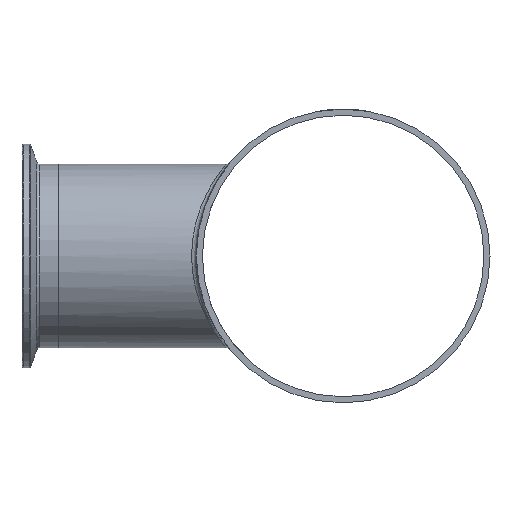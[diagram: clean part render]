
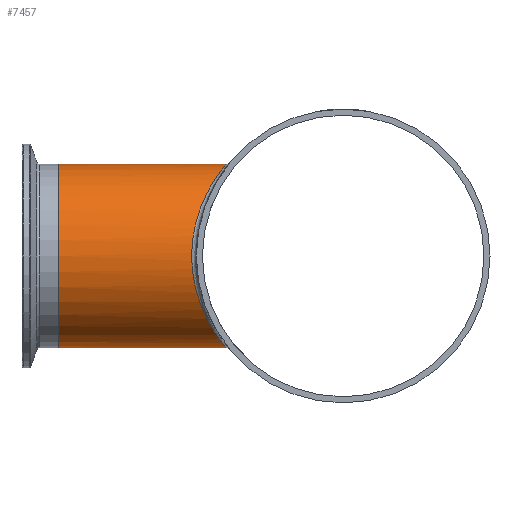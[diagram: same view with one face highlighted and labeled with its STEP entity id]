
A CAD part, left-side view. The second image highlights one B-rep face of the part: STEP entity #7457.
In plain terms, the highlighted cylindrical face has radius 31.75 mm (diameter 63.5 mm), a full revolution.
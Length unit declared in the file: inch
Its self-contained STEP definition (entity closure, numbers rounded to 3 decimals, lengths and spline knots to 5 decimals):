
#169=FACE_BOUND('',#1410,.T.);
#941=FACE_OUTER_BOUND('',#1409,.T.);
#1409=EDGE_LOOP('',(#6925));
#1410=EDGE_LOOP('',(#6926));
#2609=CIRCLE('',#7934,1.25);
#2947=B_SPLINE_CURVE_WITH_KNOTS('',3,(#15923,#15924,#15925,#15926,#15927,
#15928,#15929,#15930,#15931,#15932,#15933,#15934,#15935,#15936,#15937,#15938,
#15939,#15940,#15941,#15942,#15943,#15944,#15945,#15946,#15947),
 .UNSPECIFIED.,.T.,.F.,(4,1,1,1,1,1,1,1,1,1,1,1,1,1,1,1,1,1,1,1,1,1,4),
(0.,0.70741,1.41481,2.82963,3.77283,
4.71604,5.65925,6.60246,7.54567,8.48888,
9.43209,10.3753,11.3185,12.26171,13.20492,
14.14813,14.61974,15.09134,16.03455,16.97776,
18.39257,19.09998,19.80738),.UNSPECIFIED.);
#3676=VERTEX_POINT('',#15794);
#3677=VERTEX_POINT('',#15921);
#4762=EDGE_CURVE('',#3676,#3676,#2609,.T.);
#4764=EDGE_CURVE('',#3677,#3677,#2947,.T.);
#6925=ORIENTED_EDGE('',*,*,#4762,.T.);
#6926=ORIENTED_EDGE('',*,*,#4764,.F.);
#6982=CYLINDRICAL_SURFACE('',#7936,1.25);
#7457=ADVANCED_FACE('',(#941,#169),#6982,.T.);
#7934=AXIS2_PLACEMENT_3D('',#15795,#9403,#9404);
#7936=AXIS2_PLACEMENT_3D('',#15948,#9407,#9408);
#9403=DIRECTION('center_axis',(0.,-1.,0.));
#9404=DIRECTION('ref_axis',(1.,0.,0.));
#9407=DIRECTION('center_axis',(0.,-1.,0.));
#9408=DIRECTION('ref_axis',(1.,0.,0.));
#15794=CARTESIAN_POINT('',(-1.25,3.875,0.));
#15795=CARTESIAN_POINT('Origin',(0.,3.875,0.));
#15921=CARTESIAN_POINT('',(0.,1.59099,1.25));
#15923=CARTESIAN_POINT('Ctrl Pts',(0.,1.59097,
1.25001));
#15924=CARTESIAN_POINT('Ctrl Pts',(-0.09641,1.59097,
1.25001));
#15925=CARTESIAN_POINT('Ctrl Pts',(-0.28924,1.61094,
1.22739));
#15926=CARTESIAN_POINT('Ctrl Pts',(-0.64291,1.7144,
1.09947));
#15927=CARTESIAN_POINT('Ctrl Pts',(-0.95409,1.87511,
0.85028));
#15928=CARTESIAN_POINT('Ctrl Pts',(-1.17655,2.01315,0.4758));
#15929=CARTESIAN_POINT('Ctrl Pts',(-1.26642,2.07366,0.0986));
#15930=CARTESIAN_POINT('Ctrl Pts',(-1.23571,2.05266,-0.29224));
#15931=CARTESIAN_POINT('Ctrl Pts',(-1.09216,1.95913,-0.64482));
#15932=CARTESIAN_POINT('Ctrl Pts',(-0.86049,1.82431,
-0.93057));
#15933=CARTESIAN_POINT('Ctrl Pts',(-0.55913,1.68556,
-1.13809));
#15934=CARTESIAN_POINT('Ctrl Pts',(-0.19701,1.58713,
-1.25473));
#15935=CARTESIAN_POINT('Ctrl Pts',(0.19703,1.58714,-1.25472));
#15936=CARTESIAN_POINT('Ctrl Pts',(0.55919,1.68557,-1.13807));
#15937=CARTESIAN_POINT('Ctrl Pts',(0.86044,1.8243,-0.93057));
#15938=CARTESIAN_POINT('Ctrl Pts',(1.09223,1.95916,-0.64481));
#15939=CARTESIAN_POINT('Ctrl Pts',(1.2117,2.03702,-0.35091));
#15940=CARTESIAN_POINT('Ctrl Pts',(1.25119,2.06325,-0.09683));
#15941=CARTESIAN_POINT('Ctrl Pts',(1.25136,2.06353,0.1615));
#15942=CARTESIAN_POINT('Ctrl Pts',(1.17658,2.01317,0.47577));
#15943=CARTESIAN_POINT('Ctrl Pts',(0.95404,1.87509,0.85031));
#15944=CARTESIAN_POINT('Ctrl Pts',(0.64293,1.71441,1.09946));
#15945=CARTESIAN_POINT('Ctrl Pts',(0.28923,1.61094,1.22739));
#15946=CARTESIAN_POINT('Ctrl Pts',(0.09641,1.59097,
1.25001));
#15947=CARTESIAN_POINT('Ctrl Pts',(0.,1.59097,
1.25001));
#15948=CARTESIAN_POINT('Origin',(0.,3.875,0.));
